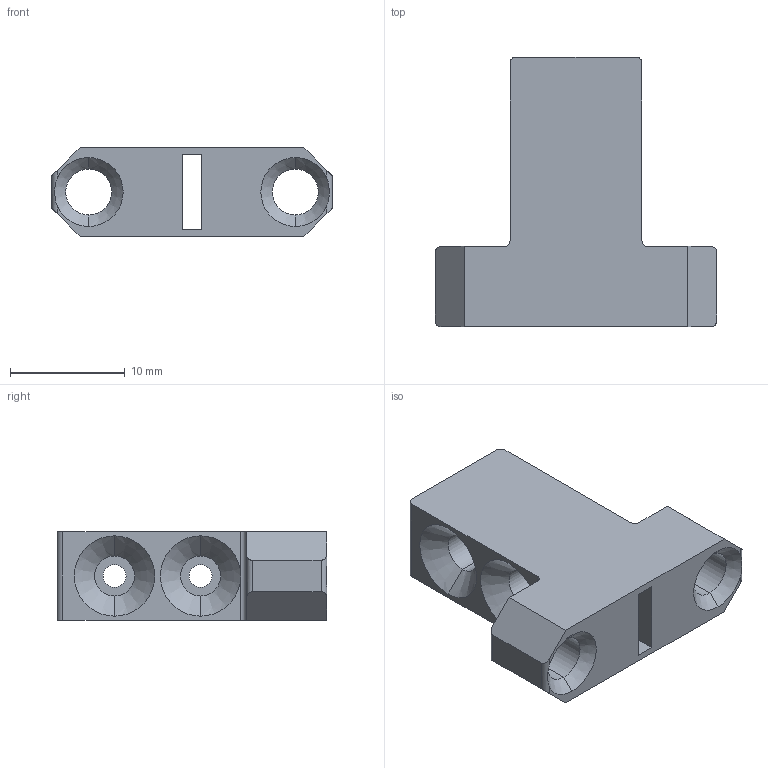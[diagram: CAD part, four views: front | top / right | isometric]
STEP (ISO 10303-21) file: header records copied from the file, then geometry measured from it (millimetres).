
FILE_DESCRIPTION (( 'STEP AP203' ), '1' );
FILE_NAME ('GT2 Belt tensioner 2.STEP', '2022-06-12T13:41:03', ( '' ), ( '' ), 'SwSTEP 2.0', 'SolidWorks 2020', '' );
FILE_SCHEMA (( 'CONFIG_CONTROL_DESIGN' ));
Length unit declared in the file: millimetre
Products named in the file (1): GT2 Belt tensioner 2
Bounding box: 24.5 x 23.5 x 7.75 mm (x, y, z)
Volume: 2091.3 mm3; surface area: 1971.5 mm2
Topology: 1 solids, 1 shells, 46 faces, 132 edges, 85 vertices
Faces by surface type: cylinder 20, plane 18, cone 8
Entity records: 1626 total; most frequent: CARTESIAN_POINT 306, ORIENTED_EDGE 264, DIRECTION 259, EDGE_CURVE 132, AXIS2_PLACEMENT_3D 90, VERTEX_POINT 85, VECTOR 79, LINE 79
